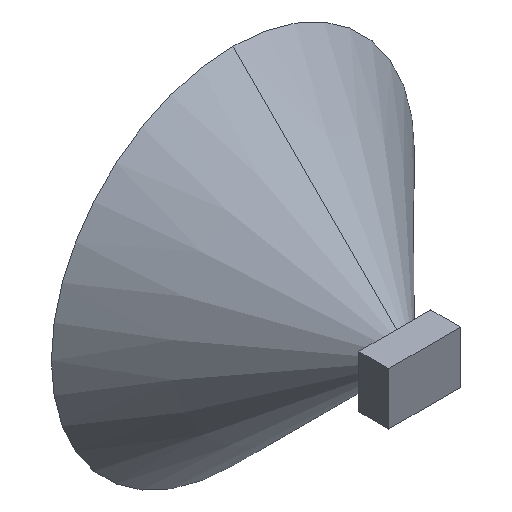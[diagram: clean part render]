
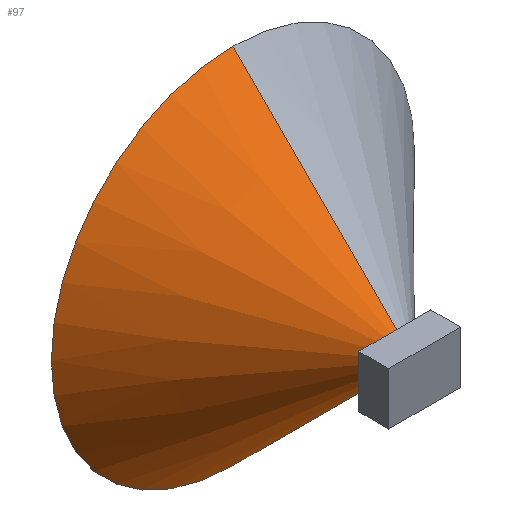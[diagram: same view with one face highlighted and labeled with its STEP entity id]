
A CAD part, isometric view. The second image highlights one B-rep face of the part: STEP entity #97.
In plain terms, the highlighted conical face has half-angle 45 degrees and reference radius 1000 mm.
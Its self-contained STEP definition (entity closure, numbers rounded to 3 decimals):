
#3 = CARTESIAN_POINT ( 'NONE',  ( 0.33, 0.67, 0. ) ) ;
#40 = ORIENTED_EDGE ( 'NONE', *, *, #287, .T. ) ;
#97 = ADVANCED_FACE ( 'NONE', ( #269 ), #658, .T. ) ;
#128 = LINE ( 'NONE', #391, #390 ) ;
#154 = CARTESIAN_POINT ( 'NONE',  ( 0.33, 6.75, -6.08 ) ) ;
#177 = VERTEX_POINT ( 'NONE', #539 ) ;
#184 = LINE ( 'NONE', #618, #298 ) ;
#185 = CARTESIAN_POINT ( 'NONE',  ( 0.33, 1000.67, 0. ) ) ;
#262 = CIRCLE ( 'NONE', #491, 6.08 ) ;
#269 = FACE_OUTER_BOUND ( 'NONE', #525, .T. ) ;
#287 = EDGE_CURVE ( 'NONE', #520, #177, #128, .T. ) ;
#298 = VECTOR ( 'NONE', #408, 1000. ) ;
#331 = VERTEX_POINT ( 'NONE', #154 ) ;
#352 = CARTESIAN_POINT ( 'NONE',  ( 0.33, 6.75, 0. ) ) ;
#381 = ORIENTED_EDGE ( 'NONE', *, *, #395, .T. ) ;
#390 = VECTOR ( 'NONE', #494, 1000. ) ;
#391 = CARTESIAN_POINT ( 'NONE',  ( 0.33, 0.67, 0. ) ) ;
#395 = EDGE_CURVE ( 'NONE', #177, #331, #262, .T. ) ;
#408 = DIRECTION ( 'NONE',  ( 0., 0.707, -0.707 ) ) ;
#479 = EDGE_CURVE ( 'NONE', #520, #331, #184, .T. ) ;
#490 = DIRECTION ( 'NONE',  ( 0., 1., 0. ) ) ;
#491 = AXIS2_PLACEMENT_3D ( 'NONE', #352, #608, #660 ) ;
#494 = DIRECTION ( 'NONE',  ( 0., 0.707, 0.707 ) ) ;
#497 = AXIS2_PLACEMENT_3D ( 'NONE', #185, #490, #590 ) ;
#520 = VERTEX_POINT ( 'NONE', #3 ) ;
#525 = EDGE_LOOP ( 'NONE', ( #637, #40, #381 ) ) ;
#539 = CARTESIAN_POINT ( 'NONE',  ( 0.33, 6.75, 6.08 ) ) ;
#590 = DIRECTION ( 'NONE',  ( 0., 0., 1. ) ) ;
#608 = DIRECTION ( 'NONE',  ( 0., -1., 0. ) ) ;
#618 = CARTESIAN_POINT ( 'NONE',  ( 0.33, 0.67, 0. ) ) ;
#637 = ORIENTED_EDGE ( 'NONE', *, *, #479, .F. ) ;
#658 = CONICAL_SURFACE ( 'NONE', #497, 1000., 0.785 ) ;
#660 = DIRECTION ( 'NONE',  ( 0., 0., -1. ) ) ;
